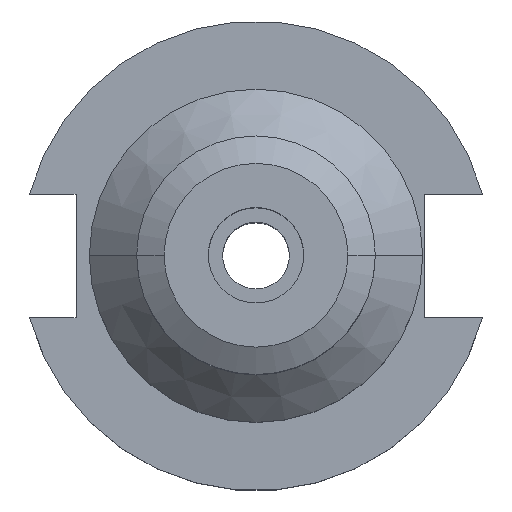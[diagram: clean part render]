
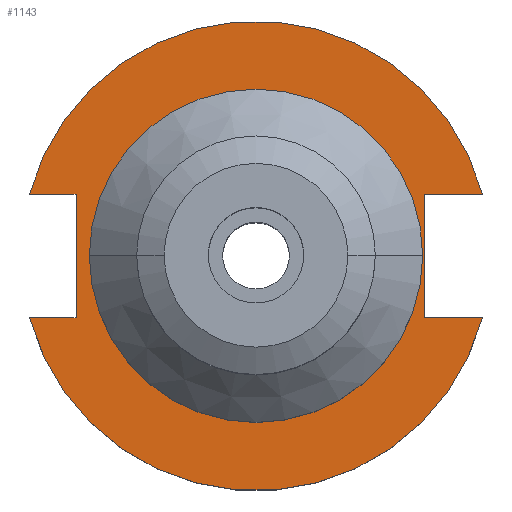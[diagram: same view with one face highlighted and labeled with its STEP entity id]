
A CAD part, top view. The second image highlights one B-rep face of the part: STEP entity #1143.
In plain terms, the highlighted planar face has unit normal (0, 0, 1).
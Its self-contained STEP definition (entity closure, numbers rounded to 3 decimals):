
#7 = DIRECTION ( 'NONE',  ( 0., -1., 0. ) ) ;
#40 = LINE ( 'NONE', #754, #1910 ) ;
#51 = DIRECTION ( 'NONE',  ( 0., 0., 1. ) ) ;
#117 = EDGE_CURVE ( 'NONE', #197, #1256, #165, .T. ) ;
#121 = DIRECTION ( 'NONE',  ( 0., 0., 1. ) ) ;
#130 = CIRCLE ( 'NONE', #1187, 49.212 ) ;
#135 = ORIENTED_EDGE ( 'NONE', *, *, #536, .T. ) ;
#157 = VECTOR ( 'NONE', #793, 1000. ) ;
#165 = CIRCLE ( 'NONE', #1785, 34.925 ) ;
#177 = DIRECTION ( 'NONE',  ( 1., 0., 0. ) ) ;
#185 = AXIS2_PLACEMENT_3D ( 'NONE', #501, #352, #340 ) ;
#197 = VERTEX_POINT ( 'NONE', #660 ) ;
#220 = DIRECTION ( 'NONE',  ( 1., 0., 0. ) ) ;
#233 = DIRECTION ( 'NONE',  ( 1., 0., 0. ) ) ;
#235 = CARTESIAN_POINT ( 'NONE',  ( -47.477, -12.954, 19.05 ) ) ;
#260 = DIRECTION ( 'NONE',  ( -1., 0., 0. ) ) ;
#268 = EDGE_LOOP ( 'NONE', ( #638, #1952, #1291, #1542, #135, #1372, #1399, #1478 ) ) ;
#271 = EDGE_CURVE ( 'NONE', #1236, #792, #549, .T. ) ;
#285 = CARTESIAN_POINT ( 'NONE',  ( 35.306, 12.954, 19.05 ) ) ;
#286 = ORIENTED_EDGE ( 'NONE', *, *, #117, .F. ) ;
#309 = VERTEX_POINT ( 'NONE', #1426 ) ;
#340 = DIRECTION ( 'NONE',  ( 1., 0., 0. ) ) ;
#352 = DIRECTION ( 'NONE',  ( 0., 0., 1. ) ) ;
#365 = DIRECTION ( 'NONE',  ( 0., 0., 1. ) ) ;
#395 = LINE ( 'NONE', #428, #651 ) ;
#423 = DIRECTION ( 'NONE',  ( 1., 0., 0. ) ) ;
#428 = CARTESIAN_POINT ( 'NONE',  ( -37.719, 12.954, 19.05 ) ) ;
#460 = CARTESIAN_POINT ( 'NONE',  ( 47.477, 12.954, 19.05 ) ) ;
#485 = AXIS2_PLACEMENT_3D ( 'NONE', #956, #365, #220 ) ;
#495 = CIRCLE ( 'NONE', #1080, 34.925 ) ;
#501 = CARTESIAN_POINT ( 'NONE',  ( 0., 49.212, 19.05 ) ) ;
#533 = VERTEX_POINT ( 'NONE', #1931 ) ;
#536 = EDGE_CURVE ( 'NONE', #1753, #1418, #130, .T. ) ;
#549 = CIRCLE ( 'NONE', #485, 49.212 ) ;
#638 = ORIENTED_EDGE ( 'NONE', *, *, #271, .T. ) ;
#646 = CARTESIAN_POINT ( 'NONE',  ( -37.719, -12.954, 19.05 ) ) ;
#651 = VECTOR ( 'NONE', #724, 1000. ) ;
#660 = CARTESIAN_POINT ( 'NONE',  ( 34.925, 0., 19.05 ) ) ;
#687 = CARTESIAN_POINT ( 'NONE',  ( -34.925, 0., 19.05 ) ) ;
#704 = EDGE_CURVE ( 'NONE', #1256, #197, #495, .T. ) ;
#724 = DIRECTION ( 'NONE',  ( 0., 1., 0. ) ) ;
#733 = CARTESIAN_POINT ( 'NONE',  ( 0., 0., 19.05 ) ) ;
#754 = CARTESIAN_POINT ( 'NONE',  ( 35.306, 12.954, 19.05 ) ) ;
#762 = VECTOR ( 'NONE', #177, 1000. ) ;
#779 = PLANE ( 'NONE',  #185 ) ;
#792 = VERTEX_POINT ( 'NONE', #1883 ) ;
#793 = DIRECTION ( 'NONE',  ( 1., 0., 0. ) ) ;
#852 = ORIENTED_EDGE ( 'NONE', *, *, #704, .F. ) ;
#934 = LINE ( 'NONE', #1022, #1651 ) ;
#952 = CARTESIAN_POINT ( 'NONE',  ( 0., 0., 19.05 ) ) ;
#955 = LINE ( 'NONE', #1708, #157 ) ;
#956 = CARTESIAN_POINT ( 'NONE',  ( 0., 0., 19.05 ) ) ;
#960 = CARTESIAN_POINT ( 'NONE',  ( 0., 0., 19.05 ) ) ;
#965 = VERTEX_POINT ( 'NONE', #285 ) ;
#1022 = CARTESIAN_POINT ( 'NONE',  ( 35.306, 12.954, 19.05 ) ) ;
#1050 = EDGE_CURVE ( 'NONE', #1918, #309, #395, .T. ) ;
#1064 = CARTESIAN_POINT ( 'NONE',  ( 35.306, -12.954, 19.05 ) ) ;
#1080 = AXIS2_PLACEMENT_3D ( 'NONE', #960, #1153, #233 ) ;
#1101 = DIRECTION ( 'NONE',  ( 1., 0., 0. ) ) ;
#1143 = ADVANCED_FACE ( 'NONE', ( #1369, #1323 ), #779, .T. ) ;
#1153 = DIRECTION ( 'NONE',  ( 0., 0., 1. ) ) ;
#1156 = EDGE_CURVE ( 'NONE', #1236, #1918, #955, .T. ) ;
#1187 = AXIS2_PLACEMENT_3D ( 'NONE', #733, #121, #423 ) ;
#1236 = VERTEX_POINT ( 'NONE', #235 ) ;
#1256 = VERTEX_POINT ( 'NONE', #687 ) ;
#1291 = ORIENTED_EDGE ( 'NONE', *, *, #1544, .F. ) ;
#1297 = EDGE_CURVE ( 'NONE', #309, #1418, #1609, .T. ) ;
#1323 = FACE_OUTER_BOUND ( 'NONE', #268, .T. ) ;
#1369 = FACE_BOUND ( 'NONE', #1846, .T. ) ;
#1372 = ORIENTED_EDGE ( 'NONE', *, *, #1297, .F. ) ;
#1393 = EDGE_CURVE ( 'NONE', #1753, #965, #934, .T. ) ;
#1399 = ORIENTED_EDGE ( 'NONE', *, *, #1050, .F. ) ;
#1418 = VERTEX_POINT ( 'NONE', #1770 ) ;
#1422 = DIRECTION ( 'NONE',  ( -1., 0., 0. ) ) ;
#1426 = CARTESIAN_POINT ( 'NONE',  ( -37.719, 12.954, 19.05 ) ) ;
#1443 = LINE ( 'NONE', #1064, #762 ) ;
#1478 = ORIENTED_EDGE ( 'NONE', *, *, #1156, .F. ) ;
#1542 = ORIENTED_EDGE ( 'NONE', *, *, #1393, .F. ) ;
#1544 = EDGE_CURVE ( 'NONE', #965, #533, #40, .T. ) ;
#1565 = VECTOR ( 'NONE', #1422, 1000. ) ;
#1609 = LINE ( 'NONE', #1736, #1565 ) ;
#1651 = VECTOR ( 'NONE', #260, 1000. ) ;
#1708 = CARTESIAN_POINT ( 'NONE',  ( -63.719, -12.954, 19.05 ) ) ;
#1736 = CARTESIAN_POINT ( 'NONE',  ( -63.719, 12.954, 19.05 ) ) ;
#1753 = VERTEX_POINT ( 'NONE', #460 ) ;
#1770 = CARTESIAN_POINT ( 'NONE',  ( -47.477, 12.954, 19.05 ) ) ;
#1785 = AXIS2_PLACEMENT_3D ( 'NONE', #952, #51, #1101 ) ;
#1792 = EDGE_CURVE ( 'NONE', #533, #792, #1443, .T. ) ;
#1846 = EDGE_LOOP ( 'NONE', ( #286, #852 ) ) ;
#1883 = CARTESIAN_POINT ( 'NONE',  ( 47.477, -12.954, 19.05 ) ) ;
#1910 = VECTOR ( 'NONE', #7, 1000. ) ;
#1918 = VERTEX_POINT ( 'NONE', #646 ) ;
#1931 = CARTESIAN_POINT ( 'NONE',  ( 35.306, -12.954, 19.05 ) ) ;
#1952 = ORIENTED_EDGE ( 'NONE', *, *, #1792, .F. ) ;
